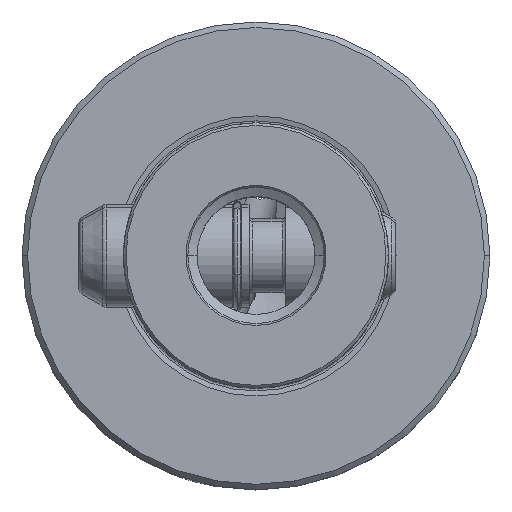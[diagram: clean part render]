
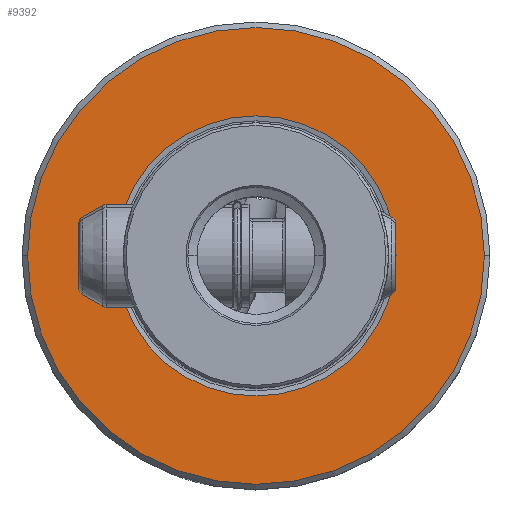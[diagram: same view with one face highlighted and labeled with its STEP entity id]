
A CAD part, top view. The second image highlights one B-rep face of the part: STEP entity #9392.
In plain terms, the highlighted planar face has unit normal (0, 0, 1).
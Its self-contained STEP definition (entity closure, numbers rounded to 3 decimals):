
#5524=VERTEX_POINT('NONE',#12221);
#6230=EDGE_CURVE('NONE',#5524,#8934,#13004,.F.);
#6764=EDGE_CURVE('NONE',#8360,#7464,#13593,.T.);
#7464=VERTEX_POINT('NONE',#14370);
#7918=EDGE_CURVE('NONE',#7464,#8360,#14872,.T.);
#8360=VERTEX_POINT('NONE',#15362);
#8934=VERTEX_POINT('NONE',#15995);
#9392=ADVANCED_FACE('NONE',(#16492,#16493),#16494,.T.);
#9496=EDGE_CURVE('NONE',#8934,#5524,#16610,.F.);
#12221=CARTESIAN_POINT('',(-19.012,0.,0.0));
#13004=CIRCLE('',#23218,19.012);
#13593=CIRCLE('',#24266,31.0);
#14370=CARTESIAN_POINT('',(31.0,0.,0.0));
#14872=CIRCLE('',#26631,31.0);
#15362=CARTESIAN_POINT('',(-31.0,0.,0.0));
#15995=CARTESIAN_POINT('',(19.012,0.,0.0));
#16492=FACE_OUTER_BOUND('',#30104,.T.);
#16493=FACE_BOUND('',#30105,.T.);
#16494=PLANE('',#30106);
#16610=CIRCLE('',#30315,19.012);
#23218=AXIS2_PLACEMENT_3D('',#34432,#34433,#34434);
#24266=AXIS2_PLACEMENT_3D('',#35156,#35157,#35158);
#26631=AXIS2_PLACEMENT_3D('',#36683,#36684,#36685);
#30104=EDGE_LOOP('',(#38501,#38502));
#30105=EDGE_LOOP('',(#38503,#38504));
#30106=AXIS2_PLACEMENT_3D('',#38505,#38506,#38507);
#30315=AXIS2_PLACEMENT_3D('',#38658,#38659,#38660);
#34432=CARTESIAN_POINT('',(0.0,0.0,0.0));
#34433=DIRECTION('',(0.0,0.0,-1.0));
#34434=DIRECTION('',(1.0,0.,0.0));
#35156=CARTESIAN_POINT('',(0.0,0.0,0.0));
#35157=DIRECTION('',(0.0,0.0,-1.0));
#35158=DIRECTION('',(-1.0,0.,0.0));
#36683=CARTESIAN_POINT('',(0.0,0.0,0.0));
#36684=DIRECTION('',(0.0,0.0,-1.0));
#36685=DIRECTION('',(-1.0,0.,0.0));
#38501=ORIENTED_EDGE('',*,*,#6764,.F.);
#38502=ORIENTED_EDGE('',*,*,#7918,.F.);
#38503=ORIENTED_EDGE('',*,*,#9496,.F.);
#38504=ORIENTED_EDGE('',*,*,#6230,.F.);
#38505=CARTESIAN_POINT('',(-33.0,0.0,0.0));
#38506=DIRECTION('',(-0.0,0.0,1.0));
#38507=DIRECTION('',(0.0,1.0,0.0));
#38658=CARTESIAN_POINT('',(0.0,0.0,0.0));
#38659=DIRECTION('',(0.0,0.0,-1.0));
#38660=DIRECTION('',(1.0,0.,0.0));
